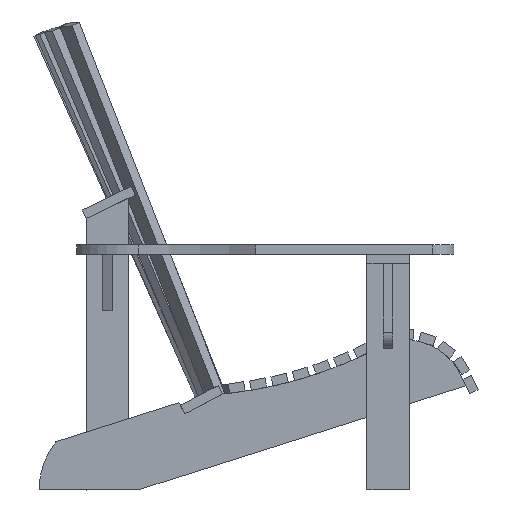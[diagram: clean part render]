
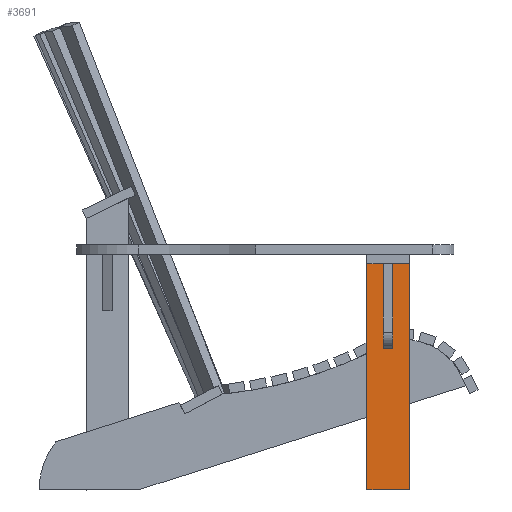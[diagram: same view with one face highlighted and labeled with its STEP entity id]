
A CAD part, front view. The second image highlights one B-rep face of the part: STEP entity #3691.
In plain terms, the highlighted face is planar.
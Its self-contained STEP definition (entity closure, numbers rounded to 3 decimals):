
#3382 = VERTEX_POINT('',#3383);
#3383 = CARTESIAN_POINT('',(-240.,45.,0.));
#3392 = PLANE('',#3393);
#3393 = AXIS2_PLACEMENT_3D('',#3394,#3395,#3396);
#3394 = CARTESIAN_POINT('',(-240.,45.,0.));
#3395 = DIRECTION('',(1.,0.,0.));
#3396 = DIRECTION('',(0.,-1.,0.));
#3404 = PLANE('',#3405);
#3405 = AXIS2_PLACEMENT_3D('',#3406,#3407,#3408);
#3406 = CARTESIAN_POINT('',(240.,45.,0.));
#3407 = DIRECTION('',(0.,-1.,0.));
#3408 = DIRECTION('',(-1.,0.,0.));
#3445 = VERTEX_POINT('',#3446);
#3446 = CARTESIAN_POINT('',(-240.,-45.,0.));
#3460 = PLANE('',#3461);
#3461 = AXIS2_PLACEMENT_3D('',#3462,#3463,#3464);
#3462 = CARTESIAN_POINT('',(-240.,-45.,0.));
#3463 = DIRECTION('',(0.,1.,0.));
#3464 = DIRECTION('',(1.,0.,0.));
#3472 = EDGE_CURVE('',#3382,#3445,#3473,.T.);
#3473 = SURFACE_CURVE('',#3474,(#3478,#3485),.PCURVE_S1.);
#3474 = LINE('',#3475,#3476);
#3475 = CARTESIAN_POINT('',(-240.,45.,0.));
#3476 = VECTOR('',#3477,1.);
#3477 = DIRECTION('',(0.,-1.,0.));
#3478 = PCURVE('',#3392,#3479);
#3479 = DEFINITIONAL_REPRESENTATION('',(#3480),#3484);
#3480 = LINE('',#3481,#3482);
#3481 = CARTESIAN_POINT('',(0.,0.));
#3482 = VECTOR('',#3483,1.);
#3483 = DIRECTION('',(1.,0.));
#3484 = ( GEOMETRIC_REPRESENTATION_CONTEXT(2) 
PARAMETRIC_REPRESENTATION_CONTEXT() REPRESENTATION_CONTEXT('2D SPACE',''
  ) );
#3485 = PCURVE('',#3486,#3491);
#3486 = PLANE('',#3487);
#3487 = AXIS2_PLACEMENT_3D('',#3488,#3489,#3490);
#3488 = CARTESIAN_POINT('',(0.,0.,0.));
#3489 = DIRECTION('',(0.,0.,1.));
#3490 = DIRECTION('',(1.,0.,0.));
#3491 = DEFINITIONAL_REPRESENTATION('',(#3492),#3496);
#3492 = LINE('',#3493,#3494);
#3493 = CARTESIAN_POINT('',(-240.,45.));
#3494 = VECTOR('',#3495,1.);
#3495 = DIRECTION('',(0.,-1.));
#3496 = ( GEOMETRIC_REPRESENTATION_CONTEXT(2) 
PARAMETRIC_REPRESENTATION_CONTEXT() REPRESENTATION_CONTEXT('2D SPACE',''
  ) );
#3526 = VERTEX_POINT('',#3527);
#3527 = CARTESIAN_POINT('',(240.,-45.,0.));
#3541 = PLANE('',#3542);
#3542 = AXIS2_PLACEMENT_3D('',#3543,#3544,#3545);
#3543 = CARTESIAN_POINT('',(240.,-45.,0.));
#3544 = DIRECTION('',(-1.,0.,0.));
#3545 = DIRECTION('',(0.,1.,0.));
#3553 = EDGE_CURVE('',#3445,#3526,#3554,.T.);
#3554 = SURFACE_CURVE('',#3555,(#3559,#3566),.PCURVE_S1.);
#3555 = LINE('',#3556,#3557);
#3556 = CARTESIAN_POINT('',(-240.,-45.,0.));
#3557 = VECTOR('',#3558,1.);
#3558 = DIRECTION('',(1.,0.,0.));
#3559 = PCURVE('',#3460,#3560);
#3560 = DEFINITIONAL_REPRESENTATION('',(#3561),#3565);
#3561 = LINE('',#3562,#3563);
#3562 = CARTESIAN_POINT('',(0.,0.));
#3563 = VECTOR('',#3564,1.);
#3564 = DIRECTION('',(1.,0.));
#3565 = ( GEOMETRIC_REPRESENTATION_CONTEXT(2) 
PARAMETRIC_REPRESENTATION_CONTEXT() REPRESENTATION_CONTEXT('2D SPACE',''
  ) );
#3566 = PCURVE('',#3486,#3567);
#3567 = DEFINITIONAL_REPRESENTATION('',(#3568),#3572);
#3568 = LINE('',#3569,#3570);
#3569 = CARTESIAN_POINT('',(-240.,-45.));
#3570 = VECTOR('',#3571,1.);
#3571 = DIRECTION('',(1.,0.));
#3572 = ( GEOMETRIC_REPRESENTATION_CONTEXT(2) 
PARAMETRIC_REPRESENTATION_CONTEXT() REPRESENTATION_CONTEXT('2D SPACE',''
  ) );
#3602 = VERTEX_POINT('',#3603);
#3603 = CARTESIAN_POINT('',(240.,45.,0.));
#3624 = EDGE_CURVE('',#3526,#3602,#3625,.T.);
#3625 = SURFACE_CURVE('',#3626,(#3630,#3637),.PCURVE_S1.);
#3626 = LINE('',#3627,#3628);
#3627 = CARTESIAN_POINT('',(240.,-45.,0.));
#3628 = VECTOR('',#3629,1.);
#3629 = DIRECTION('',(0.,1.,0.));
#3630 = PCURVE('',#3541,#3631);
#3631 = DEFINITIONAL_REPRESENTATION('',(#3632),#3636);
#3632 = LINE('',#3633,#3634);
#3633 = CARTESIAN_POINT('',(0.,0.));
#3634 = VECTOR('',#3635,1.);
#3635 = DIRECTION('',(1.,0.));
#3636 = ( GEOMETRIC_REPRESENTATION_CONTEXT(2) 
PARAMETRIC_REPRESENTATION_CONTEXT() REPRESENTATION_CONTEXT('2D SPACE',''
  ) );
#3637 = PCURVE('',#3486,#3638);
#3638 = DEFINITIONAL_REPRESENTATION('',(#3639),#3643);
#3639 = LINE('',#3640,#3641);
#3640 = CARTESIAN_POINT('',(240.,-45.));
#3641 = VECTOR('',#3642,1.);
#3642 = DIRECTION('',(0.,1.));
#3643 = ( GEOMETRIC_REPRESENTATION_CONTEXT(2) 
PARAMETRIC_REPRESENTATION_CONTEXT() REPRESENTATION_CONTEXT('2D SPACE',''
  ) );
#3671 = EDGE_CURVE('',#3602,#3382,#3672,.T.);
#3672 = SURFACE_CURVE('',#3673,(#3677,#3684),.PCURVE_S1.);
#3673 = LINE('',#3674,#3675);
#3674 = CARTESIAN_POINT('',(240.,45.,0.));
#3675 = VECTOR('',#3676,1.);
#3676 = DIRECTION('',(-1.,0.,0.));
#3677 = PCURVE('',#3404,#3678);
#3678 = DEFINITIONAL_REPRESENTATION('',(#3679),#3683);
#3679 = LINE('',#3680,#3681);
#3680 = CARTESIAN_POINT('',(0.,-0.));
#3681 = VECTOR('',#3682,1.);
#3682 = DIRECTION('',(1.,0.));
#3683 = ( GEOMETRIC_REPRESENTATION_CONTEXT(2) 
PARAMETRIC_REPRESENTATION_CONTEXT() REPRESENTATION_CONTEXT('2D SPACE',''
  ) );
#3684 = PCURVE('',#3486,#3685);
#3685 = DEFINITIONAL_REPRESENTATION('',(#3686),#3690);
#3686 = LINE('',#3687,#3688);
#3687 = CARTESIAN_POINT('',(240.,45.));
#3688 = VECTOR('',#3689,1.);
#3689 = DIRECTION('',(-1.,0.));
#3690 = ( GEOMETRIC_REPRESENTATION_CONTEXT(2) 
PARAMETRIC_REPRESENTATION_CONTEXT() REPRESENTATION_CONTEXT('2D SPACE',''
  ) );
#3691 = ADVANCED_FACE('',(#3692),#3486,.F.);
#3692 = FACE_BOUND('',#3693,.F.);
#3693 = EDGE_LOOP('',(#3694,#3695,#3696,#3697));
#3694 = ORIENTED_EDGE('',*,*,#3472,.T.);
#3695 = ORIENTED_EDGE('',*,*,#3553,.T.);
#3696 = ORIENTED_EDGE('',*,*,#3624,.T.);
#3697 = ORIENTED_EDGE('',*,*,#3671,.T.);
